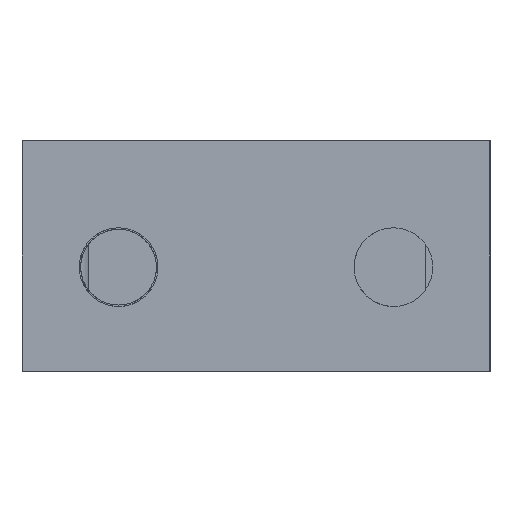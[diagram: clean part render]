
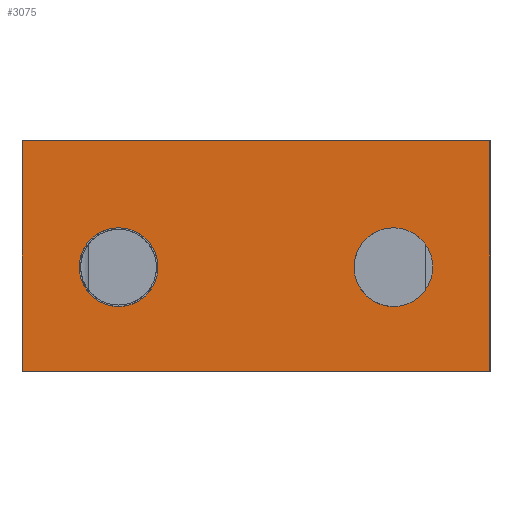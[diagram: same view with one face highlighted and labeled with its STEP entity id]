
A CAD part, left-side view. The second image highlights one B-rep face of the part: STEP entity #3075.
In plain terms, the highlighted planar face has unit normal (-1, 0, 0).
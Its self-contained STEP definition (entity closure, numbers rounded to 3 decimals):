
#110=CIRCLE('',#3210,2.65);
#150=CIRCLE('',#3316,2.65);
#190=FACE_BOUND('',#491,.T.);
#191=FACE_BOUND('',#492,.T.);
#300=FACE_OUTER_BOUND('',#490,.T.);
#490=EDGE_LOOP('',(#2563,#2564,#2565,#2566));
#491=EDGE_LOOP('',(#2567));
#492=EDGE_LOOP('',(#2568));
#585=LINE('',#4310,#920);
#619=LINE('',#4380,#954);
#692=LINE('',#4561,#1027);
#845=LINE('',#4984,#1180);
#920=VECTOR('',#3444,10.);
#954=VECTOR('',#3494,10.);
#1027=VECTOR('',#3627,10.);
#1180=VECTOR('',#4026,10.);
#1250=VERTEX_POINT('',#4306);
#1252=VERTEX_POINT('',#4309);
#1279=VERTEX_POINT('',#4377);
#1280=VERTEX_POINT('',#4379);
#1383=VERTEX_POINT('',#4633);
#1478=VERTEX_POINT('',#4985);
#1547=EDGE_CURVE('',#1252,#1250,#585,.T.);
#1581=EDGE_CURVE('',#1280,#1279,#619,.T.);
#1674=EDGE_CURVE('',#1279,#1252,#692,.F.);
#1709=EDGE_CURVE('',#1383,#1383,#110,.T.);
#1873=EDGE_CURVE('',#1280,#1250,#845,.F.);
#1874=EDGE_CURVE('',#1478,#1478,#150,.T.);
#2563=ORIENTED_EDGE('',*,*,#1581,.T.);
#2564=ORIENTED_EDGE('',*,*,#1674,.T.);
#2565=ORIENTED_EDGE('',*,*,#1547,.T.);
#2566=ORIENTED_EDGE('',*,*,#1873,.F.);
#2567=ORIENTED_EDGE('',*,*,#1709,.T.);
#2568=ORIENTED_EDGE('',*,*,#1874,.T.);
#2938=PLANE('',#3315);
#3075=ADVANCED_FACE('',(#300,#190,#191),#2938,.T.);
#3210=AXIS2_PLACEMENT_3D('',#4634,#3692,#3693);
#3315=AXIS2_PLACEMENT_3D('',#4983,#4024,#4025);
#3316=AXIS2_PLACEMENT_3D('',#4986,#4027,#4028);
#3444=DIRECTION('',(0.,-1.,0.));
#3494=DIRECTION('',(0.,1.,0.));
#3627=DIRECTION('',(0.,0.,1.));
#3692=DIRECTION('center_axis',(1.,0.,0.));
#3693=DIRECTION('ref_axis',(0.,0.,1.));
#4024=DIRECTION('center_axis',(-1.,0.,0.));
#4025=DIRECTION('ref_axis',(0.,1.,0.));
#4026=DIRECTION('',(0.,0.,1.));
#4027=DIRECTION('center_axis',(1.,0.,0.));
#4028=DIRECTION('ref_axis',(0.,0.,1.));
#4306=CARTESIAN_POINT('',(1.5,66.,-2.5));
#4309=CARTESIAN_POINT('',(1.5,97.5,-2.5));
#4310=CARTESIAN_POINT('',(1.5,74.625,-2.5));
#4377=CARTESIAN_POINT('',(1.5,97.5,13.));
#4379=CARTESIAN_POINT('',(1.5,66.,13.));
#4380=CARTESIAN_POINT('',(1.5,74.625,13.));
#4561=CARTESIAN_POINT('',(1.5,97.5,0.));
#4633=CARTESIAN_POINT('',(1.5,72.5,1.85));
#4634=CARTESIAN_POINT('Origin',(1.5,72.5,4.5));
#4983=CARTESIAN_POINT('Origin',(1.5,67.5,0.));
#4984=CARTESIAN_POINT('',(1.5,66.,0.));
#4985=CARTESIAN_POINT('',(1.5,91.,1.85));
#4986=CARTESIAN_POINT('Origin',(1.5,91.,4.5));
